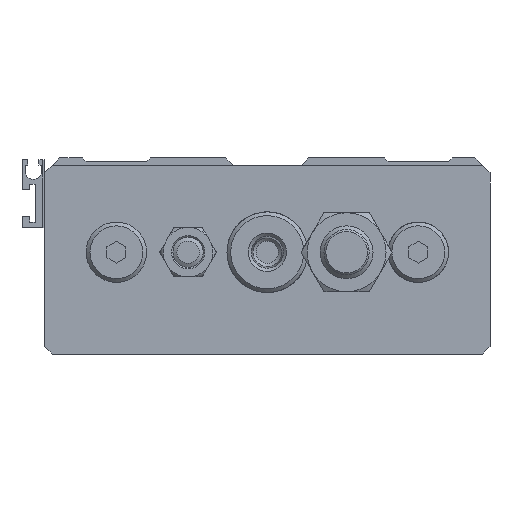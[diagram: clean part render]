
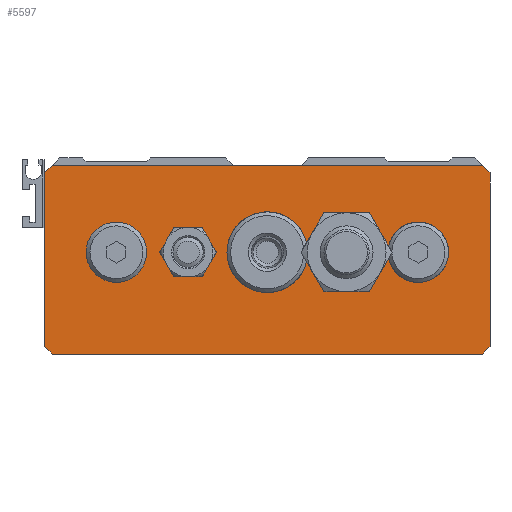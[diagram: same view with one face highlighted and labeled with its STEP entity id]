
A CAD part, left-side view. The second image highlights one B-rep face of the part: STEP entity #5597.
In plain terms, the highlighted planar face has unit normal (-1, 0, 0).
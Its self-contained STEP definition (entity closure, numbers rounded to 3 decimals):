
#3588=CARTESIAN_POINT('',(-20.,-10.395,-27.537));
#3589=VERTEX_POINT('Vertex136',#3588);
#3590=CARTESIAN_POINT('',(-20.,10.7,-25.));
#3591=VERTEX_POINT('Vertex413',#3590);
#3592=CARTESIAN_POINT('',(-20.,0.,-25.));
#3593=DIRECTION('',(1.,0.,0.));
#3594=DIRECTION('',(0.,-0.971,
-0.237));
#3595=AXIS2_PLACEMENT_3D('',#3592,#3593,#3594);
#3596=CIRCLE('nurbsCrv1166',#3595,10.7);
#3597=EDGE_CURVE('Edge632',#3589,#3591,#3596,.T.);
#3599=CARTESIAN_POINT('',(-20.,-10.395,-22.463));
#3600=VERTEX_POINT('Vertex137',#3599);
#3608=CARTESIAN_POINT('',(-20.,0.,-25.));
#3609=DIRECTION('',(1.,0.,0.));
#3610=DIRECTION('',(0.,1.,0.));
#3611=AXIS2_PLACEMENT_3D('',#3608,#3609,#3610);
#3612=CIRCLE('nurbsCrv1167',#3611,10.7);
#3613=EDGE_CURVE('Edge633',#3591,#3600,#3612,.T.);
#3623=CARTESIAN_POINT('',(-20.,24.753,-18.5));
#3624=VERTEX_POINT('Vertex139',#3623);
#3698=CARTESIAN_POINT('',(-20.,17.247,-18.5));
#3699=VERTEX_POINT('Vertex143',#3698);
#3706=CARTESIAN_POINT('',(-20.,21.,-18.5));
#3707=DIRECTION('',(0.,-1.,0.));
#3708=VECTOR('',#3707,1.);
#3709=LINE('nurbsCrv175',#3706,#3708);
#3710=EDGE_CURVE('Edge175',#3624,#3699,#3709,.T.);
#3814=CARTESIAN_POINT('',(-20.,-32.158,-26.58));
#3815=VERTEX_POINT('Vertex149',#3814);
#3825=CARTESIAN_POINT('',(-20.,-32.158,-23.42));
#3826=VERTEX_POINT('Vertex148',#3825);
#3827=CARTESIAN_POINT('',(-20.,-40.,-25.));
#3828=DIRECTION('',(1.,0.,0.));
#3829=DIRECTION('',(0.,0.98,0.197));
#3830=AXIS2_PLACEMENT_3D('',#3827,#3828,#3829);
#3831=CIRCLE('nurbsCrv181',#3830,8.);
#3832=EDGE_CURVE('Edge181',#3826,#3815,#3831,.T.);
#3999=CARTESIAN_POINT('',(-20.,48.,-25.));
#4000=VERTEX_POINT('Vertex157',#3999);
#4001=CARTESIAN_POINT('',(-20.,40.,-25.));
#4002=DIRECTION('',(1.,0.,0.));
#4003=DIRECTION('',(0.,1.,0.));
#4004=AXIS2_PLACEMENT_3D('',#4001,#4002,#4003);
#4005=CIRCLE('nurbsCrv190',#4004,8.);
#4006=EDGE_CURVE('Edge190',#4000,#4000,#4005,.T.);
#4851=CARTESIAN_POINT('',(-20.,17.247,-31.5));
#4852=VERTEX_POINT('Vertex206',#4851);
#4853=CARTESIAN_POINT('',(-20.,24.753,-31.5));
#4854=VERTEX_POINT('Vertex205',#4853);
#4855=CARTESIAN_POINT('',(-20.,21.,-31.5));
#4856=DIRECTION('',(0.,1.,0.));
#4857=VECTOR('',#4856,1.);
#4858=LINE('nurbsCrv262',#4855,#4857);
#4859=EDGE_CURVE('Edge262',#4852,#4854,#4858,.T.);
#5035=CARTESIAN_POINT('',(-20.,-27.035,-35.453));
#5036=VERTEX_POINT('Vertex219',#5035);
#5045=CARTESIAN_POINT('',(-20.,-14.965,-35.453));
#5046=VERTEX_POINT('Vertex220',#5045);
#5053=CARTESIAN_POINT('',(-20.,-21.,-35.453));
#5054=DIRECTION('',(0.,1.,0.));
#5055=VECTOR('',#5054,1.);
#5056=LINE('nurbsCrv283',#5053,#5055);
#5057=EDGE_CURVE('Edge283',#5036,#5046,#5056,.T.);
#5067=CARTESIAN_POINT('',(-20.,28.506,-25.));
#5068=VERTEX_POINT('Vertex221',#5067);
#5069=CARTESIAN_POINT('',(-20.,26.629,-28.25));
#5070=DIRECTION('',(0.,0.5,0.866));
#5071=VECTOR('',#5070,1.);
#5072=LINE('nurbsCrv284',#5069,#5071);
#5073=EDGE_CURVE('Edge284',#4854,#5068,#5072,.T.);
#5138=CARTESIAN_POINT('',(-20.,-14.965,-14.547));
#5139=VERTEX_POINT('Vertex222',#5138);
#5146=CARTESIAN_POINT('',(-20.,-12.68,-18.505));
#5147=DIRECTION('',(0.,-0.5,0.866)
);
#5148=VECTOR('',#5147,1.);
#5149=LINE('nurbsCrv289',#5146,#5148);
#5150=EDGE_CURVE('Edge289',#3600,#5139,#5149,.T.);
#5162=CARTESIAN_POINT('',(-20.,13.494,-25.));
#5163=VERTEX_POINT('Vertex223',#5162);
#5164=CARTESIAN_POINT('',(-20.,15.371,-28.25));
#5165=DIRECTION('',(0.,0.5,-0.866));
#5166=VECTOR('',#5165,1.);
#5167=LINE('nurbsCrv290',#5164,#5166);
#5168=EDGE_CURVE('Edge290',#5163,#4852,#5167,.T.);
#5252=CARTESIAN_POINT('',(-20.,-27.035,-14.547));
#5253=VERTEX_POINT('Vertex225',#5252);
#5260=CARTESIAN_POINT('',(-20.,-21.,-14.547));
#5261=DIRECTION('',(0.,-1.,0.));
#5262=VECTOR('',#5261,1.);
#5263=LINE('nurbsCrv295',#5260,#5262);
#5264=EDGE_CURVE('Edge295',#5139,#5253,#5263,.T.);
#5282=CARTESIAN_POINT('',(-20.,-29.596,-31.016));
#5283=DIRECTION('',(0.,0.5,-0.866)
);
#5284=VECTOR('',#5283,1.);
#5285=LINE('nurbsCrv297',#5282,#5284);
#5286=EDGE_CURVE('Edge297',#3815,#5036,#5285,.T.);
#5303=CARTESIAN_POINT('',(-20.,-12.68,-31.495));
#5304=DIRECTION('',(0.,0.5,0.866)
);
#5305=VECTOR('',#5304,1.);
#5306=LINE('nurbsCrv298',#5303,#5305);
#5307=EDGE_CURVE('Edge298',#5046,#3589,#5306,.T.);
#5317=CARTESIAN_POINT('',(-20.,26.629,-21.75));
#5318=DIRECTION('',(0.,-0.5,0.866));
#5319=VECTOR('',#5318,1.);
#5320=LINE('nurbsCrv299',#5317,#5319);
#5321=EDGE_CURVE('Edge299',#5068,#3624,#5320,.T.);
#5425=CARTESIAN_POINT('',(-20.,-29.596,-18.984));
#5426=DIRECTION('',(0.,-0.5,-0.866));
#5427=VECTOR('',#5426,1.);
#5428=LINE('nurbsCrv303',#5425,#5427);
#5429=EDGE_CURVE('Edge303',#5253,#3826,#5428,.T.);
#5439=CARTESIAN_POINT('',(-20.,15.371,-21.75));
#5440=DIRECTION('',(0.,-0.5,-0.866));
#5441=VECTOR('',#5440,1.);
#5442=LINE('nurbsCrv304',#5439,#5441);
#5443=EDGE_CURVE('Edge304',#3699,#5163,#5442,.T.);
#5504=CARTESIAN_POINT('',(-20.,59.,-4.));
#5505=VERTEX_POINT('Vertex231',#5504);
#5506=CARTESIAN_POINT('',(-20.,57.,-2.));
#5507=VERTEX_POINT('Vertex230',#5506);
#5508=CARTESIAN_POINT('',(-20.,58.,-3.));
#5509=DIRECTION('',(0.,-0.707,0.707)
);
#5510=VECTOR('',#5509,1.);
#5511=LINE('nurbsCrv307',#5508,#5510);
#5512=EDGE_CURVE('Edge307',#5505,#5507,#5511,.T.);
#5513=ORIENTED_EDGE('Edgeuse599',*,*,#5512,.F.);
#5514=CARTESIAN_POINT('',(-20.,59.,-50.));
#5515=VERTEX_POINT('Vertex232',#5514);
#5516=CARTESIAN_POINT('',(-20.,59.,-27.));
#5517=DIRECTION('',(0.,0.,-1.));
#5518=VECTOR('',#5517,1.);
#5519=LINE('nurbsCrv308',#5516,#5518);
#5520=EDGE_CURVE('Edge308',#5505,#5515,#5519,.T.);
#5521=ORIENTED_EDGE('Edgeuse600',*,*,#5520,.T.);
#5522=CARTESIAN_POINT('',(-20.,57.,-52.));
#5523=VERTEX_POINT('Vertex233',#5522);
#5524=CARTESIAN_POINT('',(-20.,58.,-51.));
#5525=DIRECTION('',(0.,0.707,0.707)
);
#5526=VECTOR('',#5525,1.);
#5527=LINE('nurbsCrv309',#5524,#5526);
#5528=EDGE_CURVE('Edge309',#5523,#5515,#5527,.T.);
#5529=ORIENTED_EDGE('Edgeuse601',*,*,#5528,.F.);
#5530=CARTESIAN_POINT('',(-20.,-57.,-52.));
#5531=VERTEX_POINT('Vertex234',#5530);
#5532=CARTESIAN_POINT('',(-20.,0.,-52.));
#5533=DIRECTION('',(0.,1.,0.));
#5534=VECTOR('',#5533,1.);
#5535=LINE('nurbsCrv310',#5532,#5534);
#5536=EDGE_CURVE('Edge310',#5531,#5523,#5535,.T.);
#5537=ORIENTED_EDGE('Edgeuse602',*,*,#5536,.F.);
#5538=CARTESIAN_POINT('',(-20.,-59.,-50.));
#5539=VERTEX_POINT('Vertex235',#5538);
#5540=CARTESIAN_POINT('',(-20.,-58.,-51.));
#5541=DIRECTION('',(0.,0.707,-0.707)
);
#5542=VECTOR('',#5541,1.);
#5543=LINE('nurbsCrv311',#5540,#5542);
#5544=EDGE_CURVE('Edge311',#5539,#5531,#5543,.T.);
#5545=ORIENTED_EDGE('Edgeuse603',*,*,#5544,.F.);
#5546=CARTESIAN_POINT('',(-20.,-59.,-4.));
#5547=VERTEX_POINT('Vertex236',#5546);
#5548=CARTESIAN_POINT('',(-20.,-59.,-27.));
#5549=DIRECTION('',(0.,0.,-1.));
#5550=VECTOR('',#5549,1.);
#5551=LINE('nurbsCrv312',#5548,#5550);
#5552=EDGE_CURVE('Edge312',#5547,#5539,#5551,.T.);
#5553=ORIENTED_EDGE('Edgeuse604',*,*,#5552,.F.);
#5554=CARTESIAN_POINT('',(-20.,-57.,-2.));
#5555=VERTEX_POINT('Vertex237',#5554);
#5556=CARTESIAN_POINT('',(-20.,-58.,-3.));
#5557=DIRECTION('',(0.,-0.707,
-0.707));
#5558=VECTOR('',#5557,1.);
#5559=LINE('nurbsCrv313',#5556,#5558);
#5560=EDGE_CURVE('Edge313',#5555,#5547,#5559,.T.);
#5561=ORIENTED_EDGE('Edgeuse605',*,*,#5560,.F.);
#5562=CARTESIAN_POINT('',(-20.,0.,-2.));
#5563=DIRECTION('',(0.,1.,0.));
#5564=VECTOR('',#5563,1.);
#5565=LINE('nurbsCrv314',#5562,#5564);
#5566=EDGE_CURVE('Edge314',#5555,#5507,#5565,.T.);
#5567=ORIENTED_EDGE('Edgeuse606',*,*,#5566,.T.);
#5568=EDGE_LOOP('',(#5513,#5521,#5529,#5537,#5545,#5553,#5561,#5567));
#5569=FACE_OUTER_BOUND('',#5568,.T.);
#5570=ORIENTED_EDGE('Edgeuse607',*,*,#4006,.T.);
#5571=EDGE_LOOP('',(#5570));
#5572=FACE_BOUND('',#5571,.T.);
#5573=ORIENTED_EDGE('Edgeuse585',*,*,#5429,.T.);
#5574=ORIENTED_EDGE('Edgeuse586',*,*,#3832,.T.);
#5575=ORIENTED_EDGE('Edgeuse587',*,*,#5286,.T.);
#5576=ORIENTED_EDGE('Edgeuse588',*,*,#5057,.T.);
#5577=ORIENTED_EDGE('Edgeuse589',*,*,#5307,.T.);
#5578=ORIENTED_EDGE('Edgeuse1264',*,*,#3597,.T.);
#5579=ORIENTED_EDGE('Edgeuse1266',*,*,#3613,.T.);
#5580=ORIENTED_EDGE('Edgeuse591',*,*,#5150,.T.);
#5581=ORIENTED_EDGE('Edgeuse592',*,*,#5264,.T.);
#5582=EDGE_LOOP('',(#5573,#5574,#5575,#5576,#5577,#5578,#5579,#5580,#5581));
#5583=FACE_BOUND('',#5582,.T.);
#5584=ORIENTED_EDGE('Edgeuse593',*,*,#3710,.T.);
#5585=ORIENTED_EDGE('Edgeuse594',*,*,#5443,.T.);
#5586=ORIENTED_EDGE('Edgeuse595',*,*,#5168,.T.);
#5587=ORIENTED_EDGE('Edgeuse596',*,*,#4859,.T.);
#5588=ORIENTED_EDGE('Edgeuse597',*,*,#5073,.T.);
#5589=ORIENTED_EDGE('Edgeuse598',*,*,#5321,.T.);
#5590=EDGE_LOOP('',(#5584,#5585,#5586,#5587,#5588,#5589));
#5591=FACE_BOUND('',#5590,.T.);
#5592=CARTESIAN_POINT('',(-20.,0.,-27.));
#5593=DIRECTION('',(-1.,0.,0.));
#5594=DIRECTION('',(0.,0.,1.));
#5595=AXIS2_PLACEMENT_3D('',#5592,#5593,#5594);
#5596=PLANE('nurbsSrf153',#5595);
#5597=ADVANCED_FACE('Face153',(#5569,#5572,#5583,#5591),#5596,.T.);
